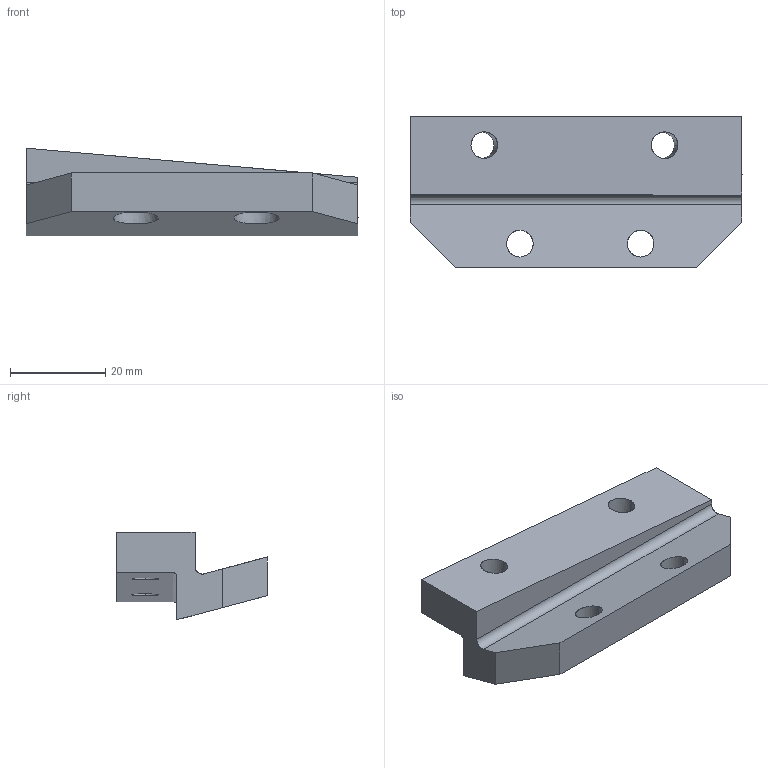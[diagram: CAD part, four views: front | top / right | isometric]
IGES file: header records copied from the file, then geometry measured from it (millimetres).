
Start section: SolidWorks IGES file using analytic representation for surfaces
Global section: file name: D1000779_aLIGO_Mode_Cleaner_Tube_Baffle_Center_Mnt_Brkt_Bottom.IGS; native system: SolidWorks 2010; preprocessor: SolidWorks 2010; author: tnguyen; date: 110801.140549; units: inch
Bounding box: 69.85 x 31.75 x 18.43 mm (x, y, z)
Surface area: 7204 mm2 (no closed solid volume)
Topology: 0 solids, 0 shells, 30 faces, 610 edges, 610 vertices
Faces by surface type: revolution 16, bspline 14
